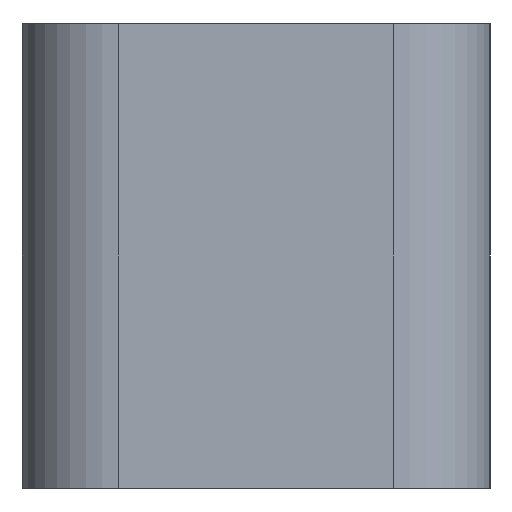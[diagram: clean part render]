
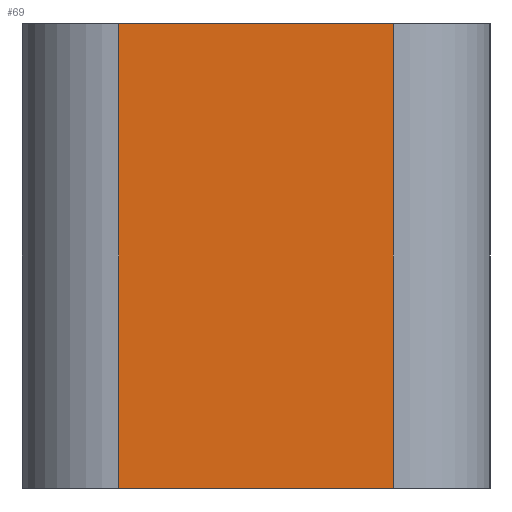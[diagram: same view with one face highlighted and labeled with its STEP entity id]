
A CAD part, left-side view. The second image highlights one B-rep face of the part: STEP entity #69.
In plain terms, the highlighted planar face has unit normal (-1, 0, 0).
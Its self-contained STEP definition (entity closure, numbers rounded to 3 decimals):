
#69=ADVANCED_FACE('',(#134),#135,.T.);
#134=FACE_OUTER_BOUND('',#191,.T.);
#135=PLANE('',#192);
#191=EDGE_LOOP('',(#326,#327,#328,#329));
#192=AXIS2_PLACEMENT_3D('',#330,#331,#332);
#326=ORIENTED_EDGE('',*,*,#404,.T.);
#327=ORIENTED_EDGE('',*,*,#378,.F.);
#328=ORIENTED_EDGE('',*,*,#395,.F.);
#329=ORIENTED_EDGE('',*,*,#371,.T.);
#330=CARTESIAN_POINT('',(237.85,265.0,12.0));
#331=DIRECTION('',(-1.0,-0.0,0.0));
#332=DIRECTION('',(0.0,-1.0,-0.0));
#371=EDGE_CURVE('',#446,#444,#447,.T.);
#378=EDGE_CURVE('',#457,#452,#459,.T.);
#395=EDGE_CURVE('',#446,#457,#482,.T.);
#404=EDGE_CURVE('',#444,#452,#491,.T.);
#444=VERTEX_POINT('',#540);
#446=VERTEX_POINT('',#542);
#447=LINE('',#543,#544);
#452=VERTEX_POINT('',#550);
#457=VERTEX_POINT('',#556);
#459=LINE('',#558,#559);
#482=LINE('',#589,#590);
#491=LINE('',#603,#604);
#540=CARTESIAN_POINT('',(237.85,257.9,36.0));
#542=CARTESIAN_POINT('',(237.85,257.9,12.0));
#543=CARTESIAN_POINT('',(237.85,257.9,12.0));
#544=VECTOR('',#638,1.0);
#550=CARTESIAN_POINT('',(237.85,272.1,36.0));
#556=CARTESIAN_POINT('',(237.85,272.1,12.0));
#558=CARTESIAN_POINT('',(237.85,272.1,12.0));
#559=VECTOR('',#650,1.0);
#589=CARTESIAN_POINT('',(237.85,257.9,12.0));
#590=VECTOR('',#673,1.0);
#603=CARTESIAN_POINT('',(237.85,257.9,36.0));
#604=VECTOR('',#681,1.0);
#638=DIRECTION('',(0.0,0.0,1.0));
#650=DIRECTION('',(0.0,0.0,1.0));
#673=DIRECTION('',(0.0,1.0,0.0));
#681=DIRECTION('',(0.0,1.0,0.0));
